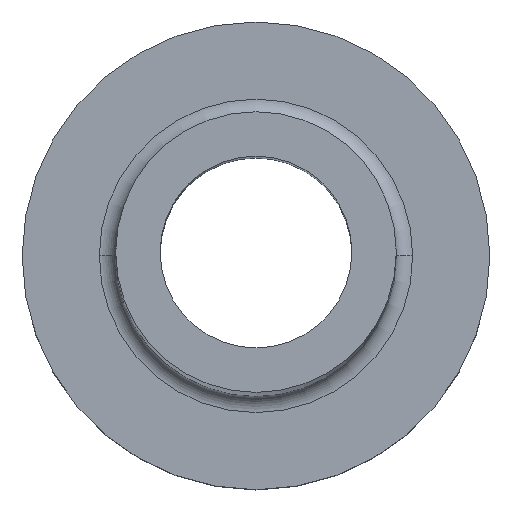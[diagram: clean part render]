
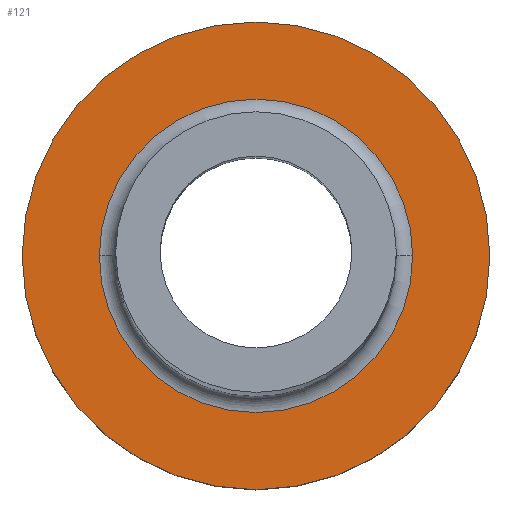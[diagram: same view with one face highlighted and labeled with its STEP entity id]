
A CAD part, top view. The second image highlights one B-rep face of the part: STEP entity #121.
In plain terms, the highlighted planar face has unit normal (0, 0, 1).
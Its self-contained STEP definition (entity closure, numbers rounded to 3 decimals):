
#16 = AXIS2_PLACEMENT_3D ( 'NONE', #288, #255, #422 ) ;
#17 = VERTEX_POINT ( 'NONE', #235 ) ;
#20 = EDGE_LOOP ( 'NONE', ( #207, #193 ) ) ;
#27 = CARTESIAN_POINT ( 'NONE',  ( 10., 0., 7. ) ) ;
#80 = CARTESIAN_POINT ( 'NONE',  ( 0., 0., 7. ) ) ;
#117 = CIRCLE ( 'NONE', #197, 6.7 ) ;
#120 = CARTESIAN_POINT ( 'NONE',  ( 6.7, 0., 7. ) ) ;
#121 = ADVANCED_FACE ( 'NONE', ( #435, #319 ), #154, .T. ) ;
#122 = VERTEX_POINT ( 'NONE', #328 ) ;
#128 = EDGE_CURVE ( 'NONE', #17, #370, #408, .T. ) ;
#149 = EDGE_CURVE ( 'NONE', #370, #17, #456, .T. ) ;
#152 = DIRECTION ( 'NONE',  ( 1., 0., 0. ) ) ;
#154 = PLANE ( 'NONE',  #16 ) ;
#187 = CARTESIAN_POINT ( 'NONE',  ( 0., 0., 7. ) ) ;
#189 = EDGE_LOOP ( 'NONE', ( #190, #432 ) ) ;
#190 = ORIENTED_EDGE ( 'NONE', *, *, #128, .T. ) ;
#193 = ORIENTED_EDGE ( 'NONE', *, *, #421, .T. ) ;
#197 = AXIS2_PLACEMENT_3D ( 'NONE', #413, #381, #342 ) ;
#207 = ORIENTED_EDGE ( 'NONE', *, *, #304, .T. ) ;
#223 = DIRECTION ( 'NONE',  ( 0., 0., 1. ) ) ;
#235 = CARTESIAN_POINT ( 'NONE',  ( -10., 0., 7. ) ) ;
#237 = VERTEX_POINT ( 'NONE', #120 ) ;
#241 = CIRCLE ( 'NONE', #450, 6.7 ) ;
#255 = DIRECTION ( 'NONE',  ( 0., 0., 1. ) ) ;
#277 = AXIS2_PLACEMENT_3D ( 'NONE', #187, #325, #364 ) ;
#279 = AXIS2_PLACEMENT_3D ( 'NONE', #297, #223, #152 ) ;
#288 = CARTESIAN_POINT ( 'NONE',  ( 0., 0., 7. ) ) ;
#297 = CARTESIAN_POINT ( 'NONE',  ( 0., 0., 7. ) ) ;
#304 = EDGE_CURVE ( 'NONE', #237, #122, #117, .T. ) ;
#319 = FACE_OUTER_BOUND ( 'NONE', #189, .T. ) ;
#325 = DIRECTION ( 'NONE',  ( 0., 0., 1. ) ) ;
#328 = CARTESIAN_POINT ( 'NONE',  ( -6.7, 0., 7. ) ) ;
#342 = DIRECTION ( 'NONE',  ( 1., 0., 0. ) ) ;
#356 = DIRECTION ( 'NONE',  ( 0., 0., -1. ) ) ;
#359 = DIRECTION ( 'NONE',  ( 1., 0., 0. ) ) ;
#364 = DIRECTION ( 'NONE',  ( 1., 0., 0. ) ) ;
#370 = VERTEX_POINT ( 'NONE', #27 ) ;
#381 = DIRECTION ( 'NONE',  ( 0., 0., -1. ) ) ;
#408 = CIRCLE ( 'NONE', #279, 10. ) ;
#413 = CARTESIAN_POINT ( 'NONE',  ( 0., 0., 7. ) ) ;
#421 = EDGE_CURVE ( 'NONE', #122, #237, #241, .T. ) ;
#422 = DIRECTION ( 'NONE',  ( 1., 0., 0. ) ) ;
#432 = ORIENTED_EDGE ( 'NONE', *, *, #149, .T. ) ;
#435 = FACE_BOUND ( 'NONE', #20, .T. ) ;
#450 = AXIS2_PLACEMENT_3D ( 'NONE', #80, #356, #359 ) ;
#456 = CIRCLE ( 'NONE', #277, 10. ) ;
